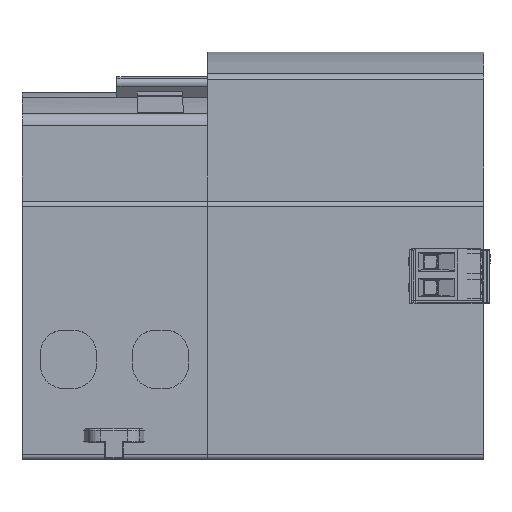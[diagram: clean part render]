
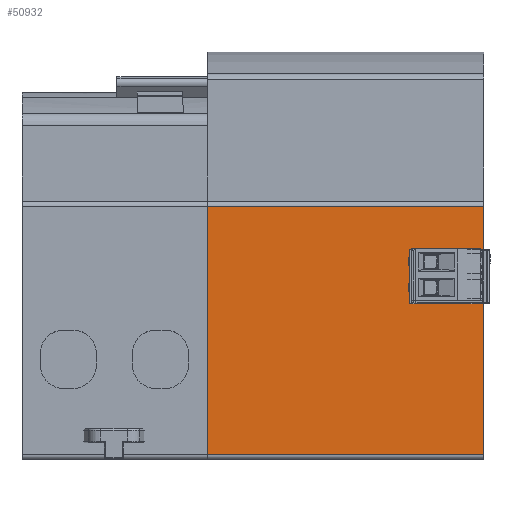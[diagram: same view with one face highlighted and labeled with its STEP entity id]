
A CAD part, front view. The second image highlights one B-rep face of the part: STEP entity #50932.
In plain terms, the highlighted planar face has unit normal (0, -1, 0.002).
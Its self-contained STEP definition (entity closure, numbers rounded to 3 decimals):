
#50905=AXIS2_PLACEMENT_3D('Plane Axis2P3D',#50902,#50903,#50904) ;
#50867=CARTESIAN_POINT('Line Origine',(45.31,-52.95,-62.998)) ;
#50871=CARTESIAN_POINT('Vertex',(18.,-52.95,-62.998)) ;
#50873=CARTESIAN_POINT('Vertex',(71.4,-52.95,-62.998)) ;
#50902=CARTESIAN_POINT('Axis2P3D Location',(18.,-52.878,-15.014)) ;
#50907=CARTESIAN_POINT('Line Origine',(44.7,-52.878,-15.014)) ;
#50911=CARTESIAN_POINT('Vertex',(18.,-52.878,-15.014)) ;
#50913=CARTESIAN_POINT('Vertex',(71.4,-52.878,-15.014)) ;
#50916=CARTESIAN_POINT('Line Origine',(18.,-52.914,-39.006)) ;
#50921=CARTESIAN_POINT('Line Origine',(71.4,-52.914,-39.006)) ;
#50868=DIRECTION('Vector Direction',(1.,0.,0.)) ;
#50903=DIRECTION('Axis2P3D Direction',(0.,-1.,0.002)) ;
#50904=DIRECTION('Axis2P3D XDirection',(0.,-0.002,-1.)) ;
#50908=DIRECTION('Vector Direction',(1.,0.,0.)) ;
#50917=DIRECTION('Vector Direction',(0.,-0.002,-1.)) ;
#50922=DIRECTION('Vector Direction',(0.,-0.002,-1.)) ;
#50869=VECTOR('Line Direction',#50868,1.) ;
#50909=VECTOR('Line Direction',#50908,1.) ;
#50918=VECTOR('Line Direction',#50917,1.) ;
#50923=VECTOR('Line Direction',#50922,1.) ;
#50927=ORIENTED_EDGE('',*,*,#50915,.F.) ;
#50928=ORIENTED_EDGE('',*,*,#50920,.T.) ;
#50929=ORIENTED_EDGE('',*,*,#50875,.T.) ;
#50930=ORIENTED_EDGE('',*,*,#50925,.F.) ;
#50932=ADVANCED_FACE('PartBody',(#50931),#50906,.T.) ;
#50875=EDGE_CURVE('',#50872,#50874,#50870,.T.) ;
#50915=EDGE_CURVE('',#50912,#50914,#50910,.T.) ;
#50920=EDGE_CURVE('',#50912,#50872,#50919,.T.) ;
#50925=EDGE_CURVE('',#50914,#50874,#50924,.T.) ;
#50926=EDGE_LOOP('',(#50927,#50928,#50929,#50930)) ;
#50931=FACE_OUTER_BOUND('',#50926,.T.) ;
#50870=LINE('Line',#50867,#50869) ;
#50910=LINE('Line',#50907,#50909) ;
#50919=LINE('Line',#50916,#50918) ;
#50924=LINE('Line',#50921,#50923) ;
#50906=PLANE('',#50905) ;
#50872=VERTEX_POINT('',#50871) ;
#50874=VERTEX_POINT('',#50873) ;
#50912=VERTEX_POINT('',#50911) ;
#50914=VERTEX_POINT('',#50913) ;
